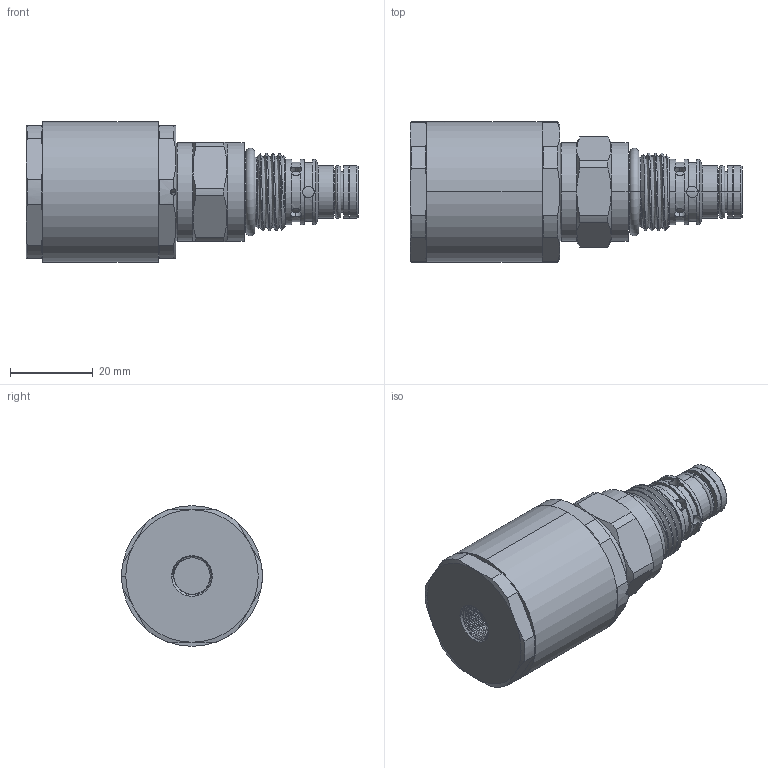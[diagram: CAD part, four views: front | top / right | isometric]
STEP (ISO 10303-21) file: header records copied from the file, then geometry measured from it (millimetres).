
FILE_DESCRIPTION (( 'STEP AP214' ), '1' );
FILE_NAME ('AP08W22.STEP', '2016-04-12T05:23:40', ( '' ), ( '' ), 'SwSTEP 2.0', 'SolidWorks 2012', '' );
FILE_SCHEMA (( 'AUTOMOTIVE_DESIGN' ));
Length unit declared in the file: millimetre
Products named in the file (1): AP08W22
Bounding box: 80.25 x 34 x 34 mm (x, y, z)
Volume: 44522.8 mm3; surface area: 10160.3 mm2
Topology: 3 solids, 3 shells, 217 faces, 562 edges, 360 vertices
Faces by surface type: cylinder 111, plane 48, cone 46, torus 8, bspline 4
Entity records: 10870 total; most frequent: CARTESIAN_POINT 5815, ORIENTED_EDGE 1124, DIRECTION 968, EDGE_CURVE 562, AXIS2_PLACEMENT_3D 400, VERTEX_POINT 360, EDGE_LOOP 230, FACE_OUTER_BOUND 217
